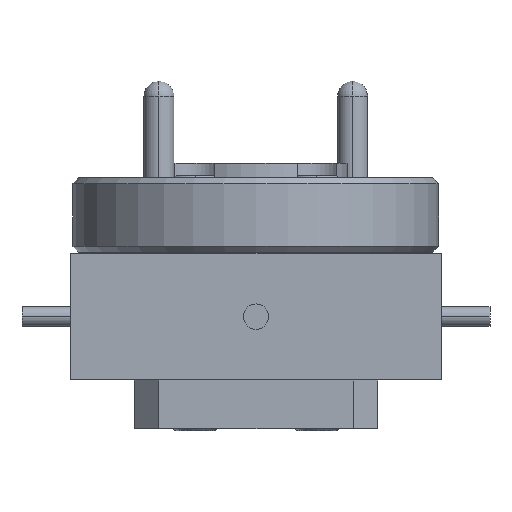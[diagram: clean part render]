
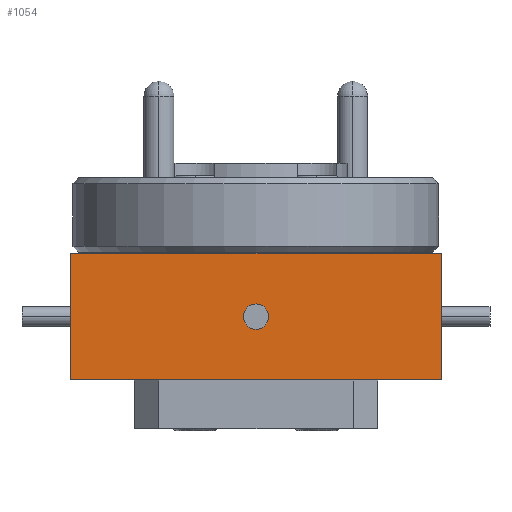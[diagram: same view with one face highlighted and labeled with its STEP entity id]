
A CAD part, left-side view. The second image highlights one B-rep face of the part: STEP entity #1054.
In plain terms, the highlighted planar face has unit normal (-1, 0, 0).
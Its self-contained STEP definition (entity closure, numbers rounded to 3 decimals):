
#388 = CARTESIAN_POINT ( 'NONE',  ( -11.43, 9.652, 3.302 ) ) ;
#967 = VECTOR ( 'NONE', #3452, 1000. ) ;
#975 = ORIENTED_EDGE ( 'NONE', *, *, #8701, .F. ) ;
#1033 = CARTESIAN_POINT ( 'NONE',  ( -11.43, 9.652, 3.302 ) ) ;
#1054 = ADVANCED_FACE ( 'NONE', ( #1753 ), #4787, .F. ) ;
#1634 = CARTESIAN_POINT ( 'NONE',  ( -11.43, -9.652, -3.302 ) ) ;
#1638 = DIRECTION ( 'NONE',  ( 0., 0., -1. ) ) ;
#1753 = FACE_OUTER_BOUND ( 'NONE', #7473, .T. ) ;
#1764 = EDGE_CURVE ( 'NONE', #6241, #5390, #8071, .T. ) ;
#1807 = DIRECTION ( 'NONE',  ( 0., 1., 0. ) ) ;
#1993 = ORIENTED_EDGE ( 'NONE', *, *, #6204, .F. ) ;
#2106 = CARTESIAN_POINT ( 'NONE',  ( -11.43, 9.652, -3.302 ) ) ;
#2158 = CARTESIAN_POINT ( 'NONE',  ( -11.43, 9.652, -3.302 ) ) ;
#2210 = VECTOR ( 'NONE', #9756, 1000. ) ;
#2926 = CARTESIAN_POINT ( 'NONE',  ( -11.43, -9.652, 3.302 ) ) ;
#3090 = CARTESIAN_POINT ( 'NONE',  ( -11.43, 9.652, 3.302 ) ) ;
#3364 = ORIENTED_EDGE ( 'NONE', *, *, #1764, .T. ) ;
#3452 = DIRECTION ( 'NONE',  ( 0., -1., 0. ) ) ;
#3836 = LINE ( 'NONE', #3090, #2210 ) ;
#4037 = DIRECTION ( 'NONE',  ( 1., 0., 0. ) ) ;
#4787 = PLANE ( 'NONE',  #7230 ) ;
#5390 = VERTEX_POINT ( 'NONE', #1634 ) ;
#5910 = VECTOR ( 'NONE', #1638, 1000. ) ;
#6204 = EDGE_CURVE ( 'NONE', #8130, #6885, #8070, .T. ) ;
#6241 = VERTEX_POINT ( 'NONE', #2106 ) ;
#6245 = ORIENTED_EDGE ( 'NONE', *, *, #6373, .T. ) ;
#6306 = CARTESIAN_POINT ( 'NONE',  ( -11.43, 9.652, 3.302 ) ) ;
#6373 = EDGE_CURVE ( 'NONE', #8130, #6241, #3836, .T. ) ;
#6885 = VERTEX_POINT ( 'NONE', #2926 ) ;
#6931 = CARTESIAN_POINT ( 'NONE',  ( -11.43, -9.652, 3.302 ) ) ;
#7230 = AXIS2_PLACEMENT_3D ( 'NONE', #1033, #4037, #1807 ) ;
#7377 = VECTOR ( 'NONE', #7451, 1000. ) ;
#7451 = DIRECTION ( 'NONE',  ( 0., -1., 0. ) ) ;
#7473 = EDGE_LOOP ( 'NONE', ( #3364, #975, #1993, #6245 ) ) ;
#8070 = LINE ( 'NONE', #388, #967 ) ;
#8071 = LINE ( 'NONE', #2158, #7377 ) ;
#8130 = VERTEX_POINT ( 'NONE', #6306 ) ;
#8701 = EDGE_CURVE ( 'NONE', #6885, #5390, #9284, .T. ) ;
#9284 = LINE ( 'NONE', #6931, #5910 ) ;
#9756 = DIRECTION ( 'NONE',  ( 0., 0., -1. ) ) ;
